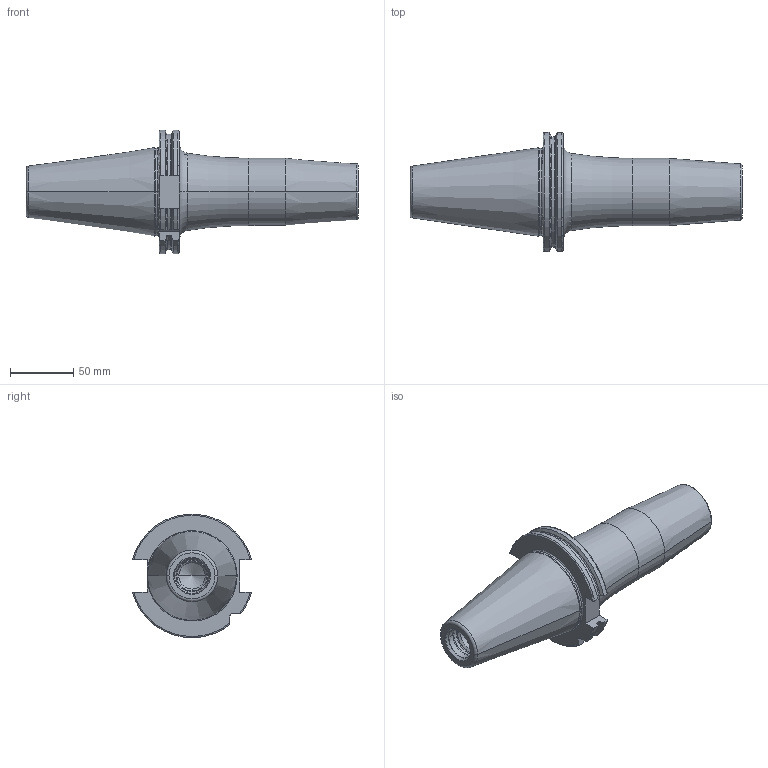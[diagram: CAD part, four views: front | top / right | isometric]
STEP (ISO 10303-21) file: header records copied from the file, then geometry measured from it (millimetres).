
FILE_DESCRIPTION((''),'2;1');
FILE_NAME('50-442-25','2011-09-06T',('mei'),(''),'PRO/ENGINEER BY PARAMETRIC TECHNOLOGY CORPORATION, 2010430','PRO/ENGINEER BY PARAMETRIC TECHNOLOGY CORPORATION, 2010430','');
FILE_SCHEMA(('CONFIG_CONTROL_DESIGN'));
Length unit declared in the file: millimetre
Products named in the file (1): 50-442-25
Bounding box: 261.6 x 94 x 97.29 mm (x, y, z)
Volume: 619824.9 mm3; surface area: 68445.2 mm2
Topology: 1 solids, 2 shells, 96 faces, 241 edges, 149 vertices
Faces by surface type: torus 30, cylinder 24, plane 22, cone 20
Entity records: 3123 total; most frequent: CARTESIAN_POINT 783, DIRECTION 503, ORIENTED_EDGE 474, EDGE_CURVE 239, AXIS2_PLACEMENT_3D 211, VERTEX_POINT 149, CIRCLE 114, EDGE_LOOP 100
